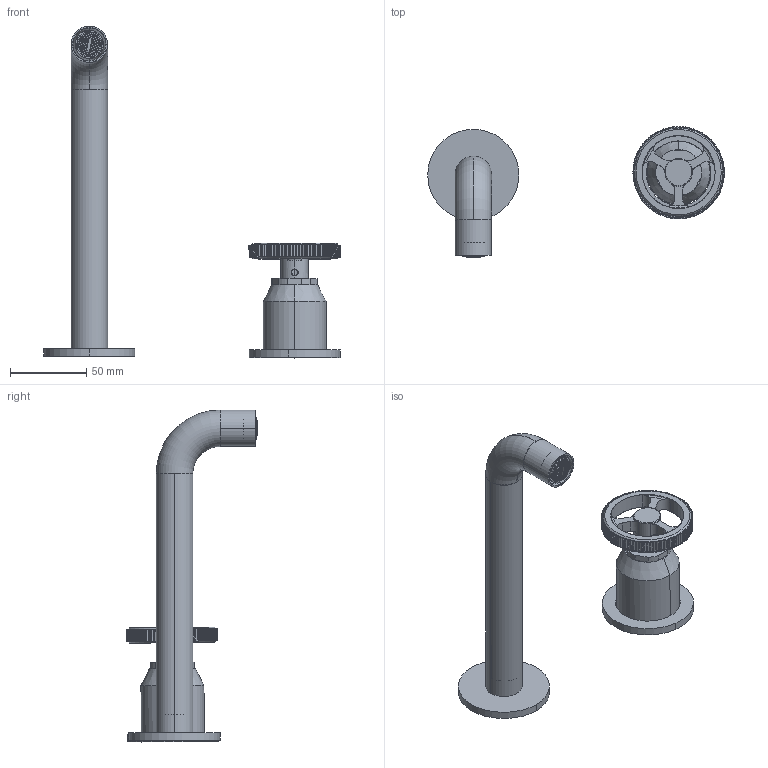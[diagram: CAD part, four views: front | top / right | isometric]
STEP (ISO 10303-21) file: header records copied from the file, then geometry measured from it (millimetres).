
FILE_DESCRIPTION (( 'STEP AP203' ), '1' );
FILE_NAME ('33035.STEP', '2021-11-10T10:29:25', ( 'EFFEPI3' ), ( '' ), 'SwSTEP 2.0', 'SolidWorks 2018', '' );
FILE_SCHEMA (( 'CONFIG_CONTROL_DESIGN' ));
Length unit declared in the file: millimetre
Products named in the file (8): 912; ghiera premicartuccia incassio; maniglia_5; 945; areatore codolo lavabo doccia shutt-off_2; 33035; 910; contenitore cart. diam.35
Assembly tree (7 placements, depth 2):
  33035
    910
    contenitore cart. diam.35
    912
    ghiera premicartuccia incassio
    maniglia_5
    945
    areatore codolo lavabo doccia shutt-off_2
Bounding box: 194.89 x 86.34 x 218.17 mm (x, y, z)
Volume: 110379.1 mm3; surface area: 70085.2 mm2
Topology: 8 solids, 8 shells, 623 faces, 1642 edges, 1074 vertices
Faces by surface type: cylinder 338, plane 128, cone 110, torus 35, bspline 6, sphere 6
Entity records: 24532 total; most frequent: CARTESIAN_POINT 8096, DIRECTION 3460, ORIENTED_EDGE 3268, EDGE_CURVE 1634, AXIS2_PLACEMENT_3D 1552, VERTEX_POINT 1074, CIRCLE 925, EDGE_LOOP 686
